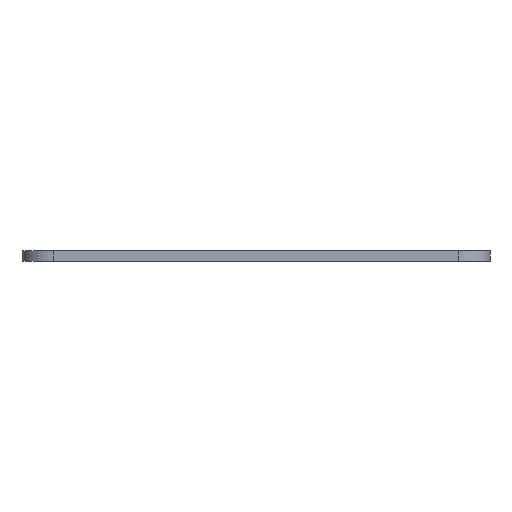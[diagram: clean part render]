
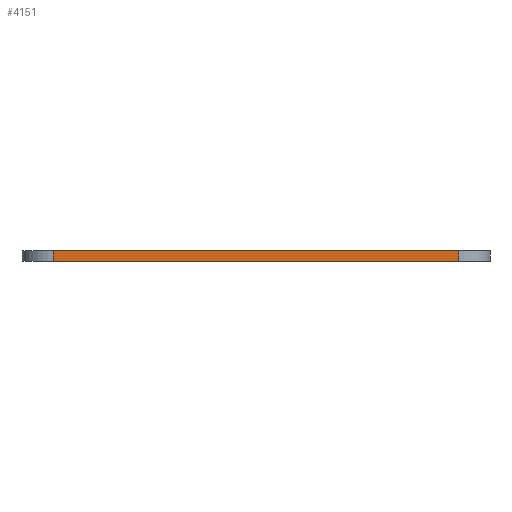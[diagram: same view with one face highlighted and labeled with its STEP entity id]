
A CAD part, left-side view. The second image highlights one B-rep face of the part: STEP entity #4151.
In plain terms, the highlighted planar face has unit normal (-1, 0, 0).
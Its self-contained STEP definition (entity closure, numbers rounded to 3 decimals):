
#569=FACE_OUTER_BOUND('',#777,.T.);
#777=EDGE_LOOP('',(#3425,#3426,#3427,#3428));
#1185=LINE('',#7071,#1579);
#1186=LINE('',#7075,#1580);
#1187=LINE('',#7077,#1581);
#1188=LINE('',#7078,#1582);
#1579=VECTOR('',#5827,10.);
#1580=VECTOR('',#5832,10.);
#1581=VECTOR('',#5833,10.);
#1582=VECTOR('',#5834,10.);
#1991=VERTEX_POINT('',#7068);
#1992=VERTEX_POINT('',#7070);
#1993=VERTEX_POINT('',#7074);
#1994=VERTEX_POINT('',#7076);
#2604=EDGE_CURVE('',#1992,#1991,#1185,.T.);
#2606=EDGE_CURVE('',#1991,#1993,#1186,.T.);
#2607=EDGE_CURVE('',#1994,#1993,#1187,.T.);
#2608=EDGE_CURVE('',#1994,#1992,#1188,.T.);
#3425=ORIENTED_EDGE('',*,*,#2606,.T.);
#3426=ORIENTED_EDGE('',*,*,#2607,.F.);
#3427=ORIENTED_EDGE('',*,*,#2608,.T.);
#3428=ORIENTED_EDGE('',*,*,#2604,.T.);
#3945=PLANE('',#4587);
#4151=ADVANCED_FACE('',(#569),#3945,.T.);
#4587=AXIS2_PLACEMENT_3D('',#7073,#5830,#5831);
#5827=DIRECTION('',(0.,0.,1.));
#5830=DIRECTION('center_axis',(-1.,0.,0.));
#5831=DIRECTION('ref_axis',(0.,0.,1.));
#5832=DIRECTION('',(0.,1.,0.));
#5833=DIRECTION('',(0.,0.,1.));
#5834=DIRECTION('',(0.,-1.,0.));
#7068=CARTESIAN_POINT('',(-22.5,-19.5,1.));
#7070=CARTESIAN_POINT('',(-22.5,-19.5,0.));
#7071=CARTESIAN_POINT('',(-22.5,-19.5,0.));
#7073=CARTESIAN_POINT('Origin',(-22.5,-19.5,0.));
#7074=CARTESIAN_POINT('',(-22.5,19.5,1.));
#7075=CARTESIAN_POINT('',(-22.5,19.5,1.));
#7076=CARTESIAN_POINT('',(-22.5,19.5,0.));
#7077=CARTESIAN_POINT('',(-22.5,19.5,0.));
#7078=CARTESIAN_POINT('',(-22.5,19.5,0.));
